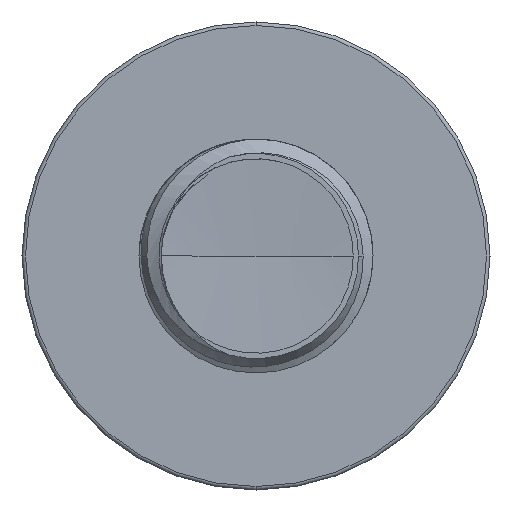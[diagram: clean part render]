
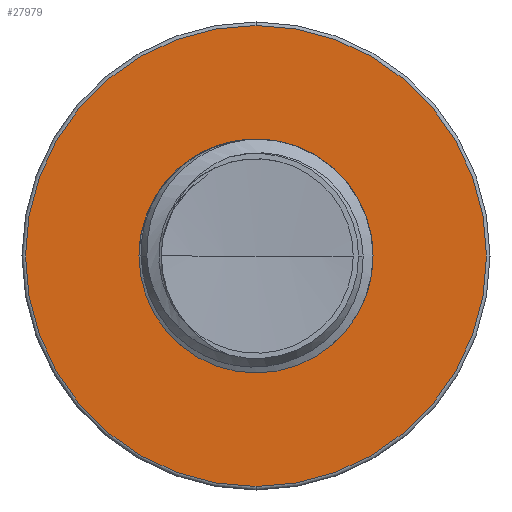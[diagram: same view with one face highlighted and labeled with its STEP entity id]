
A CAD part, front view. The second image highlights one B-rep face of the part: STEP entity #27979.
In plain terms, the highlighted planar face has unit normal (0, -1, 0).
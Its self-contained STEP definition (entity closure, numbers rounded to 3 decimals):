
#517 = EDGE_LOOP ( 'NONE', ( #23200, #12026 ) ) ;
#674 = CARTESIAN_POINT ( 'NONE',  ( 0., 22.5, 0. ) ) ;
#1580 = CARTESIAN_POINT ( 'NONE',  ( 0., 22.5, 0. ) ) ;
#1890 = CARTESIAN_POINT ( 'NONE',  ( 0., 22.5, -3.99 ) ) ;
#3759 = DIRECTION ( 'NONE',  ( 0., 0., -1. ) ) ;
#4516 = CARTESIAN_POINT ( 'NONE',  ( 0., 22.5, 7.88 ) ) ;
#4668 = DIRECTION ( 'NONE',  ( 0., 0., -1. ) ) ;
#4857 = AXIS2_PLACEMENT_3D ( 'NONE', #30023, #15012, #35973 ) ;
#6269 = EDGE_CURVE ( 'NONE', #9979, #9000, #20375, .T. ) ;
#6492 = EDGE_CURVE ( 'NONE', #9000, #9979, #13300, .T. ) ;
#7211 = EDGE_LOOP ( 'NONE', ( #9189, #13724 ) ) ;
#9000 = VERTEX_POINT ( 'NONE', #1890 ) ;
#9094 = AXIS2_PLACEMENT_3D ( 'NONE', #17830, #38709, #20813 ) ;
#9189 = ORIENTED_EDGE ( 'NONE', *, *, #14942, .T. ) ;
#9979 = VERTEX_POINT ( 'NONE', #19659 ) ;
#10605 = AXIS2_PLACEMENT_3D ( 'NONE', #31167, #13138, #34135 ) ;
#11487 = AXIS2_PLACEMENT_3D ( 'NONE', #674, #21902, #3759 ) ;
#11520 = CARTESIAN_POINT ( 'NONE',  ( 0., 22.5, -7.88 ) ) ;
#12026 = ORIENTED_EDGE ( 'NONE', *, *, #6269, .F. ) ;
#12394 = EDGE_CURVE ( 'NONE', #37656, #22801, #15635, .T. ) ;
#13138 = DIRECTION ( 'NONE',  ( 0., -1., 0. ) ) ;
#13300 = CIRCLE ( 'NONE', #15572, 3.99 ) ;
#13724 = ORIENTED_EDGE ( 'NONE', *, *, #12394, .T. ) ;
#14942 = EDGE_CURVE ( 'NONE', #22801, #37656, #22181, .T. ) ;
#15012 = DIRECTION ( 'NONE',  ( 0., -1., 0. ) ) ;
#15572 = AXIS2_PLACEMENT_3D ( 'NONE', #1580, #22778, #4668 ) ;
#15635 = CIRCLE ( 'NONE', #10605, 7.88 ) ;
#17830 = CARTESIAN_POINT ( 'NONE',  ( 0., 22.5, 0. ) ) ;
#19659 = CARTESIAN_POINT ( 'NONE',  ( 0., 22.5, 3.99 ) ) ;
#19758 = FACE_BOUND ( 'NONE', #517, .T. ) ;
#20375 = CIRCLE ( 'NONE', #11487, 3.99 ) ;
#20813 = DIRECTION ( 'NONE',  ( 0., 0., -1. ) ) ;
#21902 = DIRECTION ( 'NONE',  ( 0., -1., 0. ) ) ;
#22181 = CIRCLE ( 'NONE', #9094, 7.88 ) ;
#22778 = DIRECTION ( 'NONE',  ( 0., -1., 0. ) ) ;
#22801 = VERTEX_POINT ( 'NONE', #11520 ) ;
#23200 = ORIENTED_EDGE ( 'NONE', *, *, #6492, .F. ) ;
#23538 = PLANE ( 'NONE',  #4857 ) ;
#27979 = ADVANCED_FACE ( 'NONE', ( #35647, #19758 ), #23538, .T. ) ;
#30023 = CARTESIAN_POINT ( 'NONE',  ( 0., 22.5, 3.99 ) ) ;
#31167 = CARTESIAN_POINT ( 'NONE',  ( 0., 22.5, 0. ) ) ;
#34135 = DIRECTION ( 'NONE',  ( 0., 0., -1. ) ) ;
#35647 = FACE_OUTER_BOUND ( 'NONE', #7211, .T. ) ;
#35973 = DIRECTION ( 'NONE',  ( 0., 0., -1. ) ) ;
#37656 = VERTEX_POINT ( 'NONE', #4516 ) ;
#38709 = DIRECTION ( 'NONE',  ( 0., -1., 0. ) ) ;
